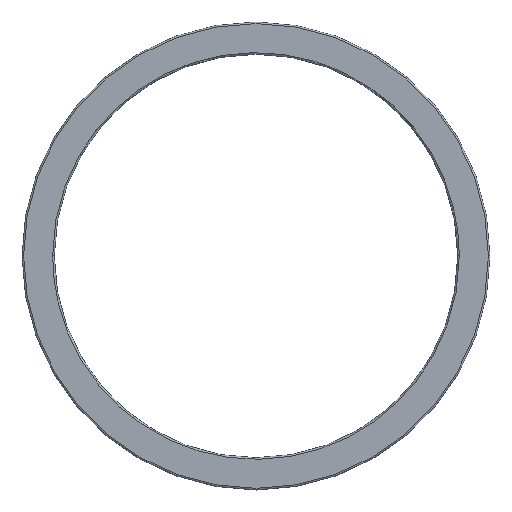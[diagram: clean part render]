
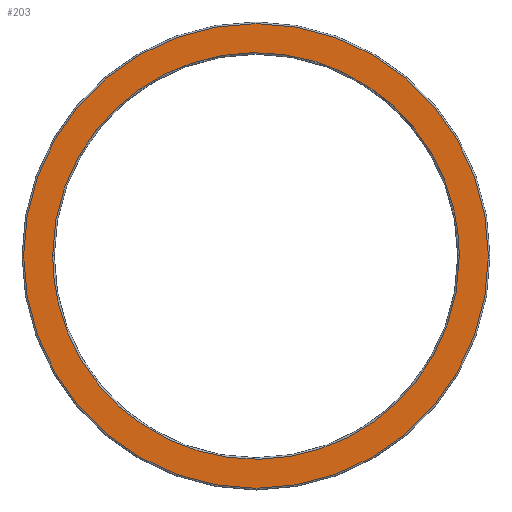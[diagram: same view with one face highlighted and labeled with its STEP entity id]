
A CAD part, top view. The second image highlights one B-rep face of the part: STEP entity #203.
In plain terms, the highlighted planar face has unit normal (0, 0, 1).
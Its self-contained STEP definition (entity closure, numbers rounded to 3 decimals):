
#54=AXIS2_PLACEMENT_3D('Circle Axis2P3D',#52,#53,$) ;
#123=AXIS2_PLACEMENT_3D('Circle Axis2P3D',#121,#122,$) ;
#137=AXIS2_PLACEMENT_3D('Plane Axis2P3D',#134,#135,#136) ;
#49=CARTESIAN_POINT('Vertex',(0.1,14.5,2.)) ;
#52=CARTESIAN_POINT('Axis2P3D Location',(14.5,14.5,2.)) ;
#56=CARTESIAN_POINT('Vertex',(28.9,14.5,2.)) ;
#121=CARTESIAN_POINT('Axis2P3D Location',(14.5,14.5,2.)) ;
#134=CARTESIAN_POINT('Axis2P3D Location',(14.5,14.5,2.)) ;
#144=CARTESIAN_POINT('Control Point',(27.1,14.5,2.)) ;
#145=CARTESIAN_POINT('Control Point',(27.1,13.283,2.)) ;
#146=CARTESIAN_POINT('Control Point',(26.953,12.066,2.)) ;
#147=CARTESIAN_POINT('Control Point',(26.659,10.872,2.)) ;
#148=CARTESIAN_POINT('Control Point',(25.789,8.579,2.)) ;
#149=CARTESIAN_POINT('Control Point',(24.397,6.56,2.)) ;
#150=CARTESIAN_POINT('Control Point',(23.583,5.639,2.)) ;
#151=CARTESIAN_POINT('Control Point',(21.747,4.013,2.)) ;
#152=CARTESIAN_POINT('Control Point',(19.577,2.871,2.)) ;
#153=CARTESIAN_POINT('Control Point',(18.428,2.435,2.)) ;
#154=CARTESIAN_POINT('Control Point',(16.047,1.847,2.)) ;
#155=CARTESIAN_POINT('Control Point',(13.595,1.844,2.)) ;
#156=CARTESIAN_POINT('Control Point',(12.374,1.991,2.)) ;
#157=CARTESIAN_POINT('Control Point',(9.993,2.576,2.)) ;
#158=CARTESIAN_POINT('Control Point',(7.82,3.712,2.)) ;
#159=CARTESIAN_POINT('Control Point',(6.807,4.409,2.)) ;
#160=CARTESIAN_POINT('Control Point',(4.971,6.034,2.)) ;
#161=CARTESIAN_POINT('Control Point',(3.573,8.049,2.)) ;
#162=CARTESIAN_POINT('Control Point',(3.,9.137,2.)) ;
#163=CARTESIAN_POINT('Control Point',(2.345,10.86,2.)) ;
#164=CARTESIAN_POINT('Control Point',(2.012,12.663,2.)) ;
#165=CARTESIAN_POINT('Control Point',(1.937,13.274,2.)) ;
#166=CARTESIAN_POINT('Control Point',(1.9,13.887,2.)) ;
#167=CARTESIAN_POINT('Control Point',(1.9,14.5,2.)) ;
#168=CARTESIAN_POINT('Vertex',(27.1,14.5,2.)) ;
#170=CARTESIAN_POINT('Vertex',(1.9,14.5,2.)) ;
#174=CARTESIAN_POINT('Control Point',(1.9,14.5,2.)) ;
#175=CARTESIAN_POINT('Control Point',(1.9,15.717,2.)) ;
#176=CARTESIAN_POINT('Control Point',(2.047,16.934,2.)) ;
#177=CARTESIAN_POINT('Control Point',(2.341,18.128,2.)) ;
#178=CARTESIAN_POINT('Control Point',(3.211,20.421,2.)) ;
#179=CARTESIAN_POINT('Control Point',(4.603,22.44,2.)) ;
#180=CARTESIAN_POINT('Control Point',(5.417,23.361,2.)) ;
#181=CARTESIAN_POINT('Control Point',(7.253,24.987,2.)) ;
#182=CARTESIAN_POINT('Control Point',(9.423,26.129,2.)) ;
#183=CARTESIAN_POINT('Control Point',(10.572,26.565,2.)) ;
#184=CARTESIAN_POINT('Control Point',(12.953,27.153,2.)) ;
#185=CARTESIAN_POINT('Control Point',(15.405,27.156,2.)) ;
#186=CARTESIAN_POINT('Control Point',(16.626,27.009,2.)) ;
#187=CARTESIAN_POINT('Control Point',(19.007,26.424,2.)) ;
#188=CARTESIAN_POINT('Control Point',(21.18,25.288,2.)) ;
#189=CARTESIAN_POINT('Control Point',(22.193,24.591,2.)) ;
#190=CARTESIAN_POINT('Control Point',(24.029,22.966,2.)) ;
#191=CARTESIAN_POINT('Control Point',(25.427,20.951,2.)) ;
#192=CARTESIAN_POINT('Control Point',(26.,19.863,2.)) ;
#193=CARTESIAN_POINT('Control Point',(26.655,18.14,2.)) ;
#194=CARTESIAN_POINT('Control Point',(26.988,16.337,2.)) ;
#195=CARTESIAN_POINT('Control Point',(27.063,15.726,2.)) ;
#196=CARTESIAN_POINT('Control Point',(27.1,15.113,2.)) ;
#197=CARTESIAN_POINT('Control Point',(27.1,14.5,2.)) ;
#53=DIRECTION('Axis2P3D Direction',(0.,0.,1.)) ;
#122=DIRECTION('Axis2P3D Direction',(0.,0.,1.)) ;
#135=DIRECTION('Axis2P3D Direction',(0.,0.,1.)) ;
#136=DIRECTION('Axis2P3D XDirection',(1.,0.,-0.)) ;
#140=ORIENTED_EDGE('',*,*,#58,.T.) ;
#141=ORIENTED_EDGE('',*,*,#125,.T.) ;
#200=ORIENTED_EDGE('',*,*,#172,.T.) ;
#201=ORIENTED_EDGE('',*,*,#198,.T.) ;
#202=FACE_BOUND('',#199,.T.) ;
#203=ADVANCED_FACE('Verrundung1',(#142,#202),#138,.T.) ;
#143=B_SPLINE_CURVE_WITH_KNOTS('',5,(#144,#145,#146,#147,#148,#149,#150,#151,#152,#153,#154,#155,#156,#157,#158,#159,#160,#161,#162,#163,#164,#165,#166,#167),.UNSPECIFIED.,.F.,.U.,(6,3,3,3,3,3,3,6),(0.,8.627,17.254,25.881,34.508,43.135,51.762,56.108),.UNSPECIFIED.) ;
#173=B_SPLINE_CURVE_WITH_KNOTS('',5,(#174,#175,#176,#177,#178,#179,#180,#181,#182,#183,#184,#185,#186,#187,#188,#189,#190,#191,#192,#193,#194,#195,#196,#197),.UNSPECIFIED.,.F.,.U.,(6,3,3,3,3,3,3,6),(0.,8.627,17.254,25.881,34.508,43.135,51.762,56.108),.UNSPECIFIED.) ;
#55=CIRCLE('generated circle',#54,14.4) ;
#124=CIRCLE('generated circle',#123,14.4) ;
#58=EDGE_CURVE('',#57,#50,#55,.T.) ;
#125=EDGE_CURVE('',#50,#57,#124,.T.) ;
#172=EDGE_CURVE('',#169,#171,#143,.T.) ;
#198=EDGE_CURVE('',#171,#169,#173,.T.) ;
#139=EDGE_LOOP('',(#140,#141)) ;
#199=EDGE_LOOP('',(#200,#201)) ;
#142=FACE_OUTER_BOUND('',#139,.T.) ;
#138=PLANE('',#137) ;
#50=VERTEX_POINT('',#49) ;
#57=VERTEX_POINT('',#56) ;
#169=VERTEX_POINT('',#168) ;
#171=VERTEX_POINT('',#170) ;
